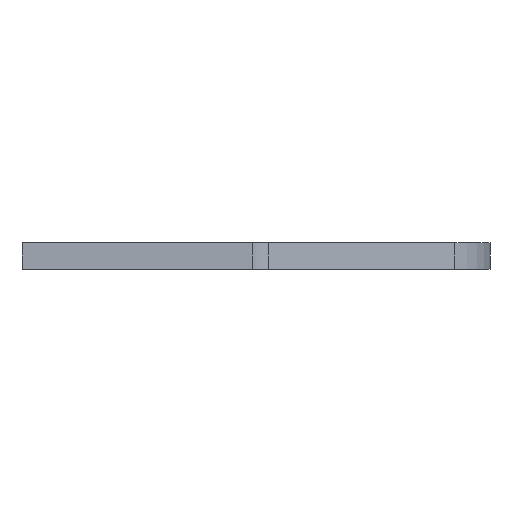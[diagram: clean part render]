
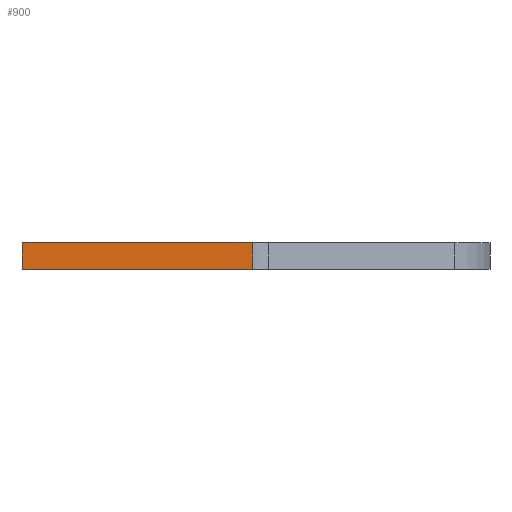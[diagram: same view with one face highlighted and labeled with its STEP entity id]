
A CAD part, left-side view. The second image highlights one B-rep face of the part: STEP entity #900.
In plain terms, the highlighted planar face has unit normal (-1, 0, 0).
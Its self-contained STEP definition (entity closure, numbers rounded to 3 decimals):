
#23 = VECTOR ( 'NONE', #1509, 1000. ) ;
#24 = VECTOR ( 'NONE', #1499, 1000. ) ;
#26 = VECTOR ( 'NONE', #1506, 1000. ) ;
#29 = VECTOR ( 'NONE', #1647, 1000. ) ;
#153 = VERTEX_POINT ( 'NONE', #1126 ) ;
#167 = VERTEX_POINT ( 'NONE', #1140 ) ;
#183 = VERTEX_POINT ( 'NONE', #1156 ) ;
#184 = VERTEX_POINT ( 'NONE', #1157 ) ;
#498 = EDGE_CURVE ( 'NONE', #167, #183, #1497, .T. ) ;
#500 = EDGE_CURVE ( 'NONE', #184, #153, #1503, .T. ) ;
#501 = EDGE_CURVE ( 'NONE', #183, #184, #1489, .T. ) ;
#594 = EDGE_LOOP ( 'NONE', ( #708, #709, #710, #711 ) ) ;
#708 = ORIENTED_EDGE ( 'NONE', *, *, #500, .F. ) ;
#709 = ORIENTED_EDGE ( 'NONE', *, *, #501, .F. ) ;
#710 = ORIENTED_EDGE ( 'NONE', *, *, #498, .F. ) ;
#711 = ORIENTED_EDGE ( 'NONE', *, *, #876, .F. ) ;
#876 = EDGE_CURVE ( 'NONE', #153, #167, #1638, .T. ) ;
#900 = ADVANCED_FACE ( 'NONE', ( #1747 ), #1748, .F. ) ;
#1126 = CARTESIAN_POINT ( 'NONE',  ( -72.5, 0., -8. ) ) ;
#1140 = CARTESIAN_POINT ( 'NONE',  ( -72.5, 70., -8. ) ) ;
#1156 = CARTESIAN_POINT ( 'NONE',  ( -72.5, 70., 0. ) ) ;
#1157 = CARTESIAN_POINT ( 'NONE',  ( -72.5, 0., 0. ) ) ;
#1489 = LINE ( 'NONE', #1507, #23 ) ;
#1497 = LINE ( 'NONE', #1498, #24 ) ;
#1498 = CARTESIAN_POINT ( 'NONE',  ( -72.5, 70., 100. ) ) ;
#1499 = DIRECTION ( 'NONE',  ( 0., 0., 1. ) ) ;
#1503 = LINE ( 'NONE', #1505, #26 ) ;
#1505 = CARTESIAN_POINT ( 'NONE',  ( -72.5, 0., 100. ) ) ;
#1506 = DIRECTION ( 'NONE',  ( 0., 0., -1. ) ) ;
#1507 = CARTESIAN_POINT ( 'NONE',  ( -72.5, 0., 0. ) ) ;
#1509 = DIRECTION ( 'NONE',  ( 0., -1., 0. ) ) ;
#1638 = LINE ( 'NONE', #1639, #29 ) ;
#1639 = CARTESIAN_POINT ( 'NONE',  ( -72.5, 0., -8. ) ) ;
#1647 = DIRECTION ( 'NONE',  ( 0., 1., 0. ) ) ;
#1739 = CARTESIAN_POINT ( 'NONE',  ( -72.5, 0., 100. ) ) ;
#1747 = FACE_OUTER_BOUND ( 'NONE', #594, .T. ) ;
#1748 = PLANE ( 'NONE',  #1836 ) ;
#1750 = DIRECTION ( 'NONE',  ( 1., 0., 0. ) ) ;
#1751 = DIRECTION ( 'NONE',  ( 0., 1., 0. ) ) ;
#1836 = AXIS2_PLACEMENT_3D ( 'NONE', #1739, #1750, #1751 ) ;
